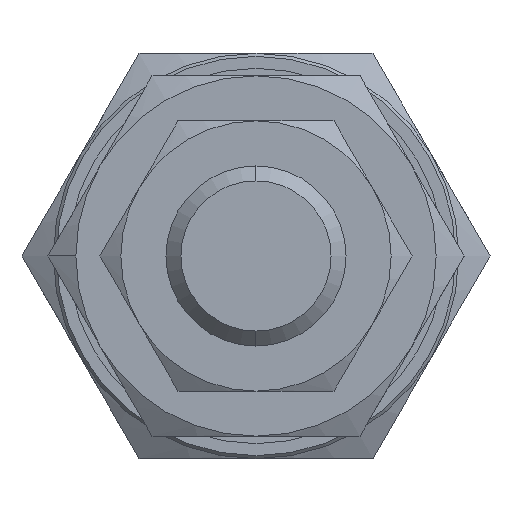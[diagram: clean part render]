
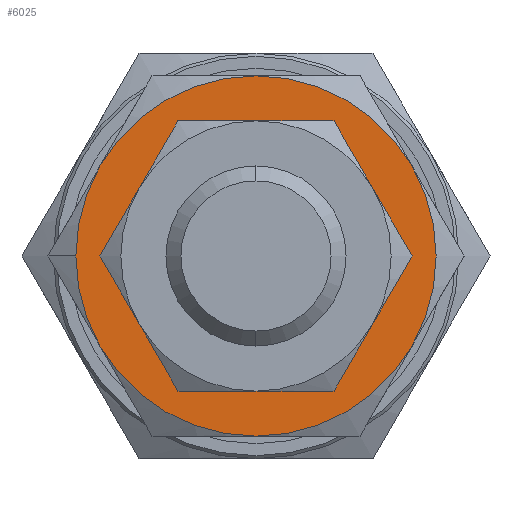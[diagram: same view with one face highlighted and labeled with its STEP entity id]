
A CAD part, left-side view. The second image highlights one B-rep face of the part: STEP entity #6025.
In plain terms, the highlighted planar face has unit normal (-1, 0, 0).
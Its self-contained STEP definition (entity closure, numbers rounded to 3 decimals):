
#34 = DIRECTION ( 'NONE',  ( 0., 1., 0. ) ) ;
#133 = CIRCLE ( 'NONE', #7949, 12. ) ;
#381 = CARTESIAN_POINT ( 'NONE',  ( -9.5, 10.392, 6. ) ) ;
#452 = EDGE_CURVE ( 'NONE', #1586, #9939, #7538, .T. ) ;
#518 = AXIS2_PLACEMENT_3D ( 'NONE', #9237, #4584, #10002 ) ;
#600 = ORIENTED_EDGE ( 'NONE', *, *, #3754, .F. ) ;
#745 = EDGE_CURVE ( 'NONE', #2236, #4016, #9224, .T. ) ;
#866 = DIRECTION ( 'NONE',  ( 0., -1., 0. ) ) ;
#899 = CIRCLE ( 'NONE', #518, 12. ) ;
#1200 = AXIS2_PLACEMENT_3D ( 'NONE', #6696, #2020, #7447 ) ;
#1209 = CARTESIAN_POINT ( 'NONE',  ( -9.5, 0., -12. ) ) ;
#1373 = CIRCLE ( 'NONE', #1951, 12. ) ;
#1477 = CIRCLE ( 'NONE', #5029, 12. ) ;
#1586 = VERTEX_POINT ( 'NONE', #4239 ) ;
#1628 = PLANE ( 'NONE',  #8209 ) ;
#1901 = CARTESIAN_POINT ( 'NONE',  ( -9.5, 10.392, -6. ) ) ;
#1951 = AXIS2_PLACEMENT_3D ( 'NONE', #7736, #3089, #8515 ) ;
#1963 = DIRECTION ( 'NONE',  ( 1., 0., 0. ) ) ;
#1975 = AXIS2_PLACEMENT_3D ( 'NONE', #7704, #3825, #9770 ) ;
#2020 = DIRECTION ( 'NONE',  ( 1., 0., 0. ) ) ;
#2023 = ORIENTED_EDGE ( 'NONE', *, *, #745, .F. ) ;
#2061 = DIRECTION ( 'NONE',  ( 1., 0., 0. ) ) ;
#2236 = VERTEX_POINT ( 'NONE', #1209 ) ;
#3089 = DIRECTION ( 'NONE',  ( 1., 0., 0. ) ) ;
#3754 = EDGE_CURVE ( 'NONE', #7749, #2236, #6958, .T. ) ;
#3825 = DIRECTION ( 'NONE',  ( 1., 0., 0. ) ) ;
#3963 = CARTESIAN_POINT ( 'NONE',  ( -9.5, 0., 0. ) ) ;
#4016 = VERTEX_POINT ( 'NONE', #1901 ) ;
#4239 = CARTESIAN_POINT ( 'NONE',  ( -9.5, 12., 0. ) ) ;
#4584 = DIRECTION ( 'NONE',  ( 1., 0., 0. ) ) ;
#4680 = DIRECTION ( 'NONE',  ( 1., 0., 0. ) ) ;
#5015 = EDGE_LOOP ( 'NONE', ( #5519, #7004, #5723, #2023, #600, #6836, #8930 ) ) ;
#5029 = AXIS2_PLACEMENT_3D ( 'NONE', #6618, #1963, #7390 ) ;
#5312 = AXIS2_PLACEMENT_3D ( 'NONE', #9329, #4680, #34 ) ;
#5519 = ORIENTED_EDGE ( 'NONE', *, *, #6815, .F. ) ;
#5534 = DIRECTION ( 'NONE',  ( -1., 0., 0. ) ) ;
#5723 = ORIENTED_EDGE ( 'NONE', *, *, #8956, .F. ) ;
#5960 = EDGE_CURVE ( 'NONE', #10049, #7770, #1373, .T. ) ;
#6001 = CARTESIAN_POINT ( 'NONE',  ( -9.5, -10.392, 6. ) ) ;
#6025 = ADVANCED_FACE ( 'NONE', ( #8906 ), #1628, .T. ) ;
#6216 = EDGE_CURVE ( 'NONE', #7770, #7749, #1477, .T. ) ;
#6618 = CARTESIAN_POINT ( 'NONE',  ( -9.5, 0., 0. ) ) ;
#6696 = CARTESIAN_POINT ( 'NONE',  ( -9.5, 0., 0. ) ) ;
#6704 = CARTESIAN_POINT ( 'NONE',  ( -9.5, 0., 0. ) ) ;
#6770 = CARTESIAN_POINT ( 'NONE',  ( -9.5, 0., 12. ) ) ;
#6815 = EDGE_CURVE ( 'NONE', #9939, #10049, #133, .T. ) ;
#6836 = ORIENTED_EDGE ( 'NONE', *, *, #6216, .F. ) ;
#6958 = CIRCLE ( 'NONE', #5312, 12. ) ;
#7004 = ORIENTED_EDGE ( 'NONE', *, *, #452, .F. ) ;
#7390 = DIRECTION ( 'NONE',  ( 0., 1., 0. ) ) ;
#7447 = DIRECTION ( 'NONE',  ( 0., 1., 0. ) ) ;
#7489 = DIRECTION ( 'NONE',  ( 0., 1., 0. ) ) ;
#7530 = CARTESIAN_POINT ( 'NONE',  ( -9.5, -10.392, -6. ) ) ;
#7538 = CIRCLE ( 'NONE', #1975, 12. ) ;
#7704 = CARTESIAN_POINT ( 'NONE',  ( -9.5, 0., 0. ) ) ;
#7736 = CARTESIAN_POINT ( 'NONE',  ( -9.5, 0., 0. ) ) ;
#7749 = VERTEX_POINT ( 'NONE', #7530 ) ;
#7770 = VERTEX_POINT ( 'NONE', #6001 ) ;
#7949 = AXIS2_PLACEMENT_3D ( 'NONE', #6704, #2061, #7489 ) ;
#8209 = AXIS2_PLACEMENT_3D ( 'NONE', #3963, #5534, #866 ) ;
#8515 = DIRECTION ( 'NONE',  ( 0., 1., 0. ) ) ;
#8906 = FACE_OUTER_BOUND ( 'NONE', #5015, .T. ) ;
#8930 = ORIENTED_EDGE ( 'NONE', *, *, #5960, .F. ) ;
#8956 = EDGE_CURVE ( 'NONE', #4016, #1586, #899, .T. ) ;
#9224 = CIRCLE ( 'NONE', #1200, 12. ) ;
#9237 = CARTESIAN_POINT ( 'NONE',  ( -9.5, 0., 0. ) ) ;
#9329 = CARTESIAN_POINT ( 'NONE',  ( -9.5, 0., 0. ) ) ;
#9770 = DIRECTION ( 'NONE',  ( 0., 1., 0. ) ) ;
#9939 = VERTEX_POINT ( 'NONE', #381 ) ;
#10002 = DIRECTION ( 'NONE',  ( 0., 1., 0. ) ) ;
#10049 = VERTEX_POINT ( 'NONE', #6770 ) ;
